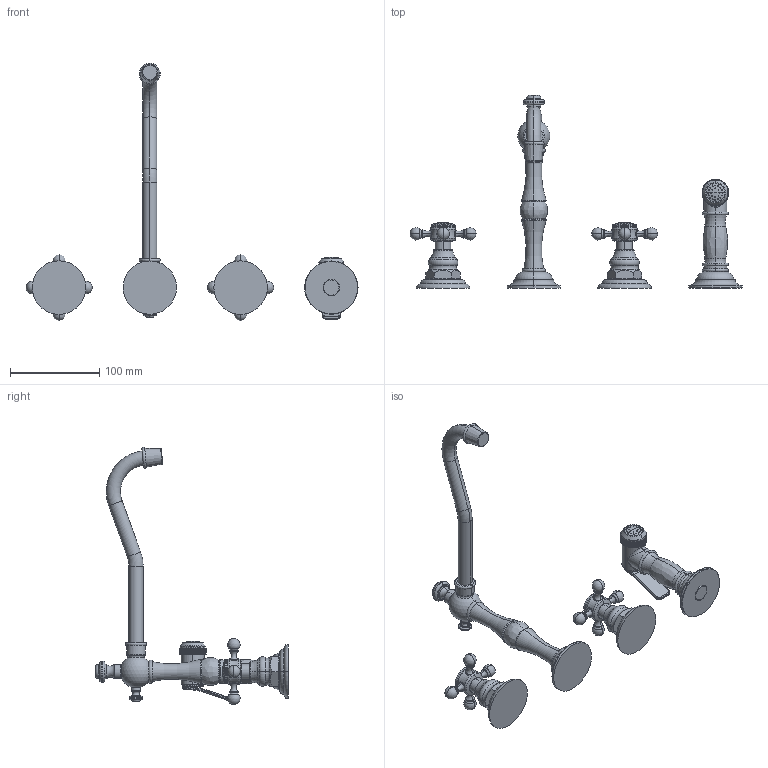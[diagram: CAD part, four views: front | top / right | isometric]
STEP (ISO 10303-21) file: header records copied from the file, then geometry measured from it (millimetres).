
FILE_DESCRIPTION((''),'2;1');
FILE_NAME('943','2021-02-25T17:18:08',('rsmith'),(''),'CREO PARAMETRIC BY PTC INC, 2018400','CREO PARAMETRIC BY PTC INC, 2018400','');
FILE_SCHEMA(('AUTOMOTIVE_DESIGN { 1 0 10303 214 1 1 1 1 }'));
Products named in the file (1): 943
Bounding box: 371.67 x 216.36 x 288.02 mm (x, y, z)
Volume: 404133.3 mm3; surface area: 99852.8 mm2
Topology: 6 solids, 9 shells, 1158 faces, 2923 edges, 1826 vertices
Faces by surface type: plane 438, cylinder 329, torus 197, bspline 81, cone 67, sphere 38, extrusion 8
Entity records: 63069 total; most frequent: CARTESIAN_POINT 18214, DIRECTION 5863, ORIENTED_EDGE 5806, PRESENTATION_STYLE_ASSIGNMENT 3808, STYLED_ITEM 2909, CURVE_STYLE 2903, EDGE_CURVE 2903, AXIS2_PLACEMENT_3D 2381
